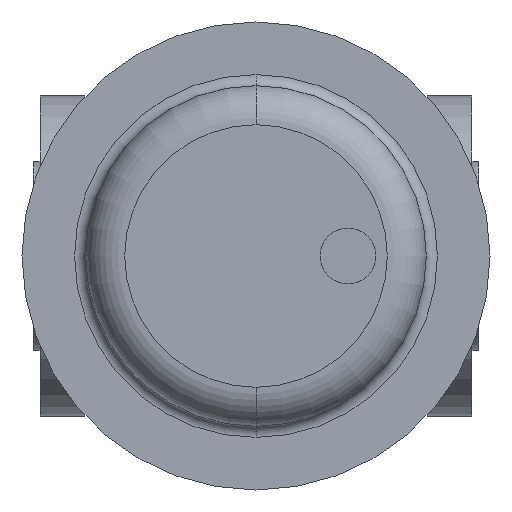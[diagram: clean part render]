
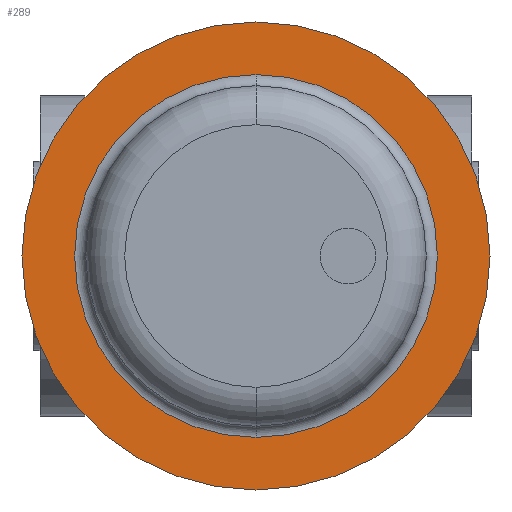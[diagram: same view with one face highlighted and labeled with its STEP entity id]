
A CAD part, front view. The second image highlights one B-rep face of the part: STEP entity #289.
In plain terms, the highlighted planar face has unit normal (0, -1, 0).
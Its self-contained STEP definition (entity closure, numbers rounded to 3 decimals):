
#289 = ADVANCED_FACE( '', ( #671, #672 ), #673, .T. );
#671 = FACE_OUTER_BOUND( '', #1070, .T. );
#672 = FACE_BOUND( '', #1071, .T. );
#673 = PLANE( '', #1072 );
#1070 = EDGE_LOOP( '', ( #2387, #2388 ) );
#1071 = EDGE_LOOP( '', ( #2389, #2390, #2391 ) );
#1072 = AXIS2_PLACEMENT_3D( '', #2392, #2393, #2394 );
#2387 = ORIENTED_EDGE( '', *, *, #2865, .F. );
#2388 = ORIENTED_EDGE( '', *, *, #2894, .F. );
#2389 = ORIENTED_EDGE( '', *, *, #2892, .T. );
#2390 = ORIENTED_EDGE( '', *, *, #2872, .T. );
#2391 = ORIENTED_EDGE( '', *, *, #2893, .T. );
#2392 = CARTESIAN_POINT( '', ( 154.563, -404.5, 0. ) );
#2393 = DIRECTION( '', ( 0., -1., 0. ) );
#2394 = DIRECTION( '', ( -1., 0., 0. ) );
#2865 = EDGE_CURVE( '', #3537, #3540, #3541, .T. );
#2872 = EDGE_CURVE( '', #3546, #3552, #3554, .T. );
#2892 = EDGE_CURVE( '', #3586, #3546, #3587, .T. );
#2893 = EDGE_CURVE( '', #3552, #3586, #3588, .T. );
#2894 = EDGE_CURVE( '', #3540, #3537, #3589, .T. );
#3537 = VERTEX_POINT( '', #4754 );
#3540 = VERTEX_POINT( '', #4758 );
#3541 = CIRCLE( '', #4759, 84. );
#3546 = VERTEX_POINT( '', #4765 );
#3552 = VERTEX_POINT( '', #4771 );
#3554 = CIRCLE( '', #4773, 65.125 );
#3586 = VERTEX_POINT( '', #4809 );
#3587 = CIRCLE( '', #4810, 65.125 );
#3588 = CIRCLE( '', #4811, 65.125 );
#3589 = CIRCLE( '', #4812, 84. );
#4754 = CARTESIAN_POINT( '', ( 164., -404.5, 0. ) );
#4758 = CARTESIAN_POINT( '', ( -4., -404.5, 0. ) );
#4759 = AXIS2_PLACEMENT_3D( '', #5687, #5688, #5689 );
#4765 = CARTESIAN_POINT( '', ( 80., -404.5, -65.125 ) );
#4771 = CARTESIAN_POINT( '', ( 80., -404.5, 65.125 ) );
#4773 = AXIS2_PLACEMENT_3D( '', #5706, #5707, #5708 );
#4809 = CARTESIAN_POINT( '', ( 145.125, -404.5, 0. ) );
#4810 = AXIS2_PLACEMENT_3D( '', #5758, #5759, #5760 );
#4811 = AXIS2_PLACEMENT_3D( '', #5761, #5762, #5763 );
#4812 = AXIS2_PLACEMENT_3D( '', #5764, #5765, #5766 );
#5687 = CARTESIAN_POINT( '', ( 80., -404.5, 0. ) );
#5688 = DIRECTION( '', ( 0., 1., 0. ) );
#5689 = DIRECTION( '', ( 1., 0., 0. ) );
#5706 = CARTESIAN_POINT( '', ( 80., -404.5, 0. ) );
#5707 = DIRECTION( '', ( 0., 1., 0. ) );
#5708 = DIRECTION( '', ( 1., 0., 0. ) );
#5758 = CARTESIAN_POINT( '', ( 80., -404.5, 0. ) );
#5759 = DIRECTION( '', ( 0., 1., 0. ) );
#5760 = DIRECTION( '', ( 1., 0., 0. ) );
#5761 = CARTESIAN_POINT( '', ( 80., -404.5, 0. ) );
#5762 = DIRECTION( '', ( 0., 1., 0. ) );
#5763 = DIRECTION( '', ( 1., 0., 0. ) );
#5764 = CARTESIAN_POINT( '', ( 80., -404.5, 0. ) );
#5765 = DIRECTION( '', ( 0., 1., 0. ) );
#5766 = DIRECTION( '', ( 1., 0., 0. ) );
